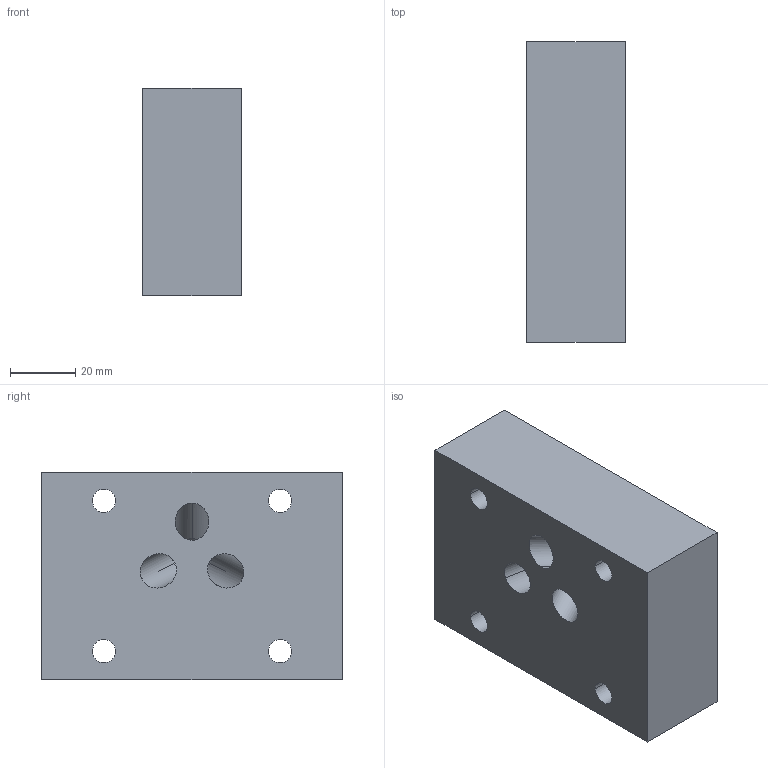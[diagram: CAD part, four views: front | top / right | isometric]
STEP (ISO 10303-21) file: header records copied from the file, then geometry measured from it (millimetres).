
FILE_DESCRIPTION((''),'2;1');
FILE_NAME('X8K_ASM','2023-02-23T',('ProEService'),(''),'PRO/ENGINEER BY PARAMETRIC TECHNOLOGY CORPORATION, 2014200','PRO/ENGINEER BY PARAMETRIC TECHNOLOGY CORPORATION, 2014200','');
FILE_SCHEMA(('CONFIG_CONTROL_DESIGN'));
Length unit declared in the file: inch
Products named in the file (2): 156-774; X8K_ASM
Assembly tree (1 placements, depth 2):
  X8K_ASM
    156-774
Bounding box: 30.18 x 92.08 x 63.5 mm (x, y, z)
Volume: 162523.8 mm3; surface area: 25979 mm2
Topology: 1 solids, 1 shells, 35 faces, 259 edges, 298 vertices
Faces by surface type: cylinder 22, plane 10, sphere 3
Entity records: 2608 total; most frequent: CARTESIAN_POINT 762, DIRECTION 364, VECTOR 202, LINE 202, ORIENTED_EDGE 178, TRIMMED_CURVE 170, COMPOSITE_CURVE_SEGMENT 156, EDGE_CURVE 89
